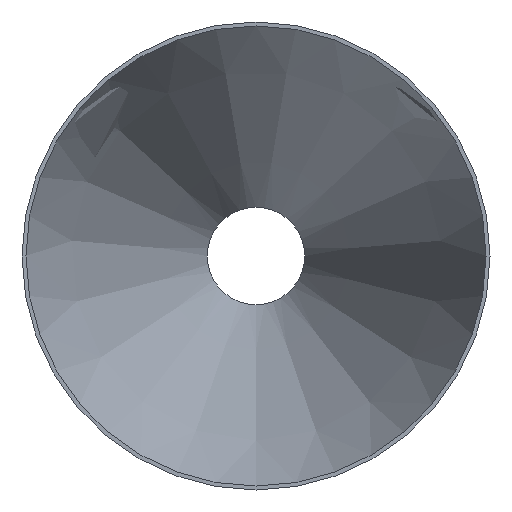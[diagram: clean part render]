
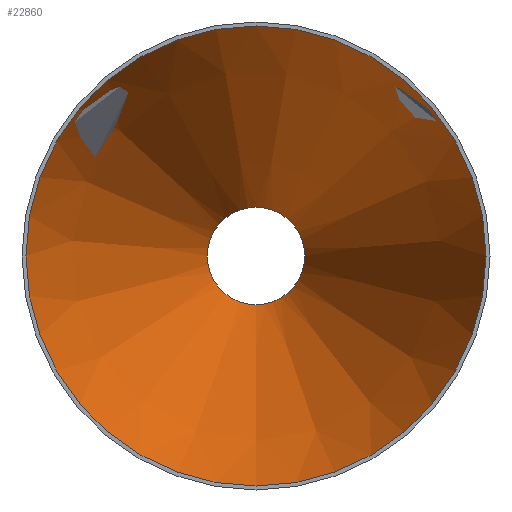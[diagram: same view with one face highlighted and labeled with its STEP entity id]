
A CAD part, front view. The second image highlights one B-rep face of the part: STEP entity #22860.
In plain terms, the highlighted conical face has half-angle 21.181 degrees and reference radius 249.71 mm.
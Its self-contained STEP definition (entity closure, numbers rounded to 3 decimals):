
#381 = FACE_BOUND ( 'NONE', #22146, .T. ) ;
#2350 = DIRECTION ( 'NONE',  ( 0., -1., 0. ) ) ;
#3300 = AXIS2_PLACEMENT_3D ( 'NONE', #22117, #2350, #16276 ) ;
#3307 = DIRECTION ( 'NONE',  ( 0., 0., -1. ) ) ;
#3745 = VERTEX_POINT ( 'NONE', #17668 ) ;
#4689 = EDGE_LOOP ( 'NONE', ( #11848 ) ) ;
#6353 = FACE_OUTER_BOUND ( 'NONE', #4689, .T. ) ;
#6532 = CARTESIAN_POINT ( 'NONE',  ( 0., 0., 0. ) ) ;
#8710 = DIRECTION ( 'NONE',  ( 0., -1., 0. ) ) ;
#9147 = EDGE_CURVE ( 'NONE', #12233, #12233, #19113, .T. ) ;
#10366 = CONICAL_SURFACE ( 'NONE', #30745, 249.71, 0.37 ) ;
#11456 = DIRECTION ( 'NONE',  ( 0., -1., 0. ) ) ;
#11848 = ORIENTED_EDGE ( 'NONE', *, *, #25996, .T. ) ;
#12233 = VERTEX_POINT ( 'NONE', #22635 ) ;
#14163 = CARTESIAN_POINT ( 'NONE',  ( 0., 508., 0. ) ) ;
#16276 = DIRECTION ( 'NONE',  ( 0., 0., -1. ) ) ;
#17668 = CARTESIAN_POINT ( 'NONE',  ( 0., 0., -249.71 ) ) ;
#19113 = CIRCLE ( 'NONE', #33681, 52.86 ) ;
#19769 = DIRECTION ( 'NONE',  ( 0., 0., -1. ) ) ;
#20644 = CIRCLE ( 'NONE', #3300, 249.71 ) ;
#22117 = CARTESIAN_POINT ( 'NONE',  ( 0., 0., 0. ) ) ;
#22146 = EDGE_LOOP ( 'NONE', ( #27490 ) ) ;
#22635 = CARTESIAN_POINT ( 'NONE',  ( 0., 508., -52.86 ) ) ;
#22860 = ADVANCED_FACE ( 'NONE', ( #381, #6353 ), #10366, .F. ) ;
#25996 = EDGE_CURVE ( 'NONE', #3745, #3745, #20644, .T. ) ;
#27490 = ORIENTED_EDGE ( 'NONE', *, *, #9147, .F. ) ;
#30745 = AXIS2_PLACEMENT_3D ( 'NONE', #6532, #8710, #19769 ) ;
#33681 = AXIS2_PLACEMENT_3D ( 'NONE', #14163, #11456, #3307 ) ;
